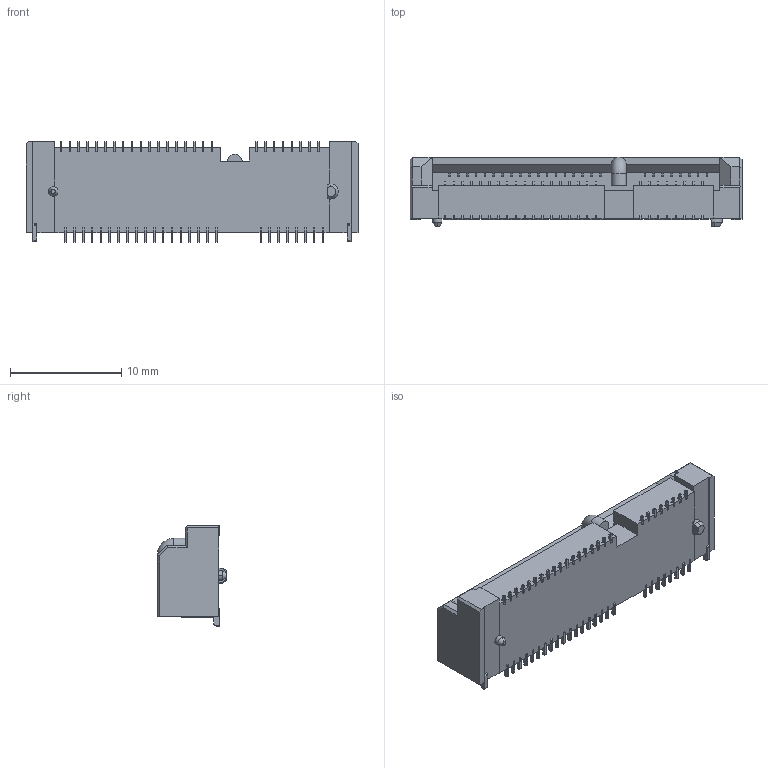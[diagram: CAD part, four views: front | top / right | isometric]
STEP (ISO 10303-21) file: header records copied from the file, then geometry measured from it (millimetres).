
FILE_DESCRIPTION (( 'STEP AP214' ), '1' );
FILE_NAME ('1775838-2.STEP', '2021-05-25T07:36:43', ( '' ), ( '' ), 'SwSTEP 2.0', 'SolidWorks 2018', '' );
FILE_SCHEMA (( 'AUTOMOTIVE_DESIGN' ));
Length unit declared in the file: millimetre
Products named in the file (1): 1775838-2
Bounding box: 29.9 x 6.25 x 9.08 mm (x, y, z)
Volume: 1039.6 mm3; surface area: 1090.9 mm2
Topology: 1 solids, 1 shells, 1085 faces, 3130 edges, 2047 vertices
Faces by surface type: plane 624, cylinder 455, cone 5, torus 1
Entity records: 36427 total; most frequent: CARTESIAN_POINT 6286, ORIENTED_EDGE 6260, DIRECTION 6225, EDGE_CURVE 3130, VECTOR 2199, LINE 2199, VERTEX_POINT 2047, AXIS2_PLACEMENT_3D 2013
